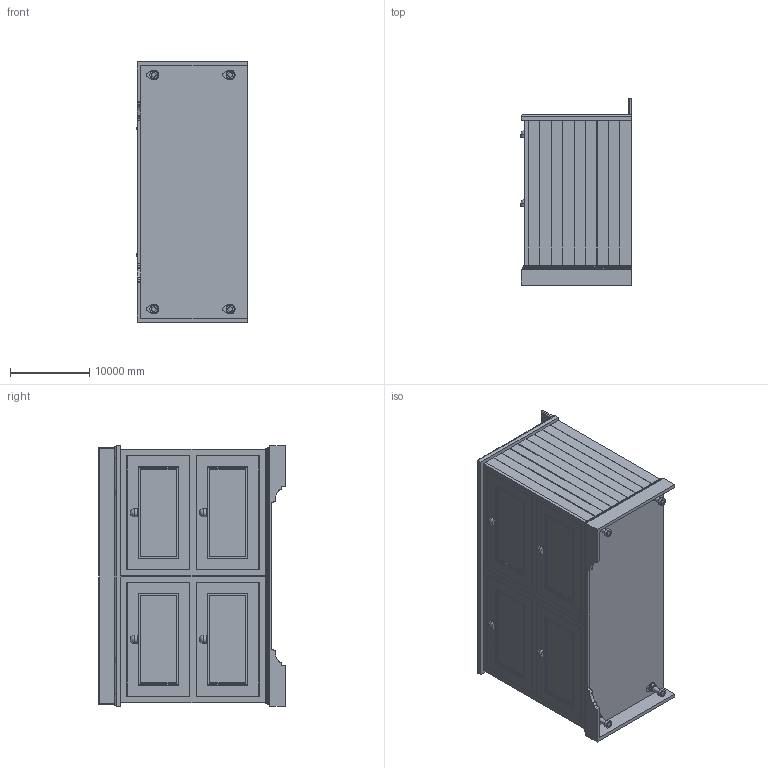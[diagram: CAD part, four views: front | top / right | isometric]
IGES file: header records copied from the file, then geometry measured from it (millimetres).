
Global section: file name: 90559; native system: AutoCAD 2016 - English; preprocessor: Autodesk Translation Framework DWG producer (atf_dwg_producer); organization: unknown; date: 20161027.163701; units: inch
Bounding box: 13969.08 x 23622 x 32918.4 mm (x, y, z)
Volume: 1693404045697.9 mm3; surface area: 8658557773.3 mm2
Topology: 56 solids, 56 shells, 3917 faces, 11319 edges, 7524 vertices
Faces by surface type: bspline 3917
